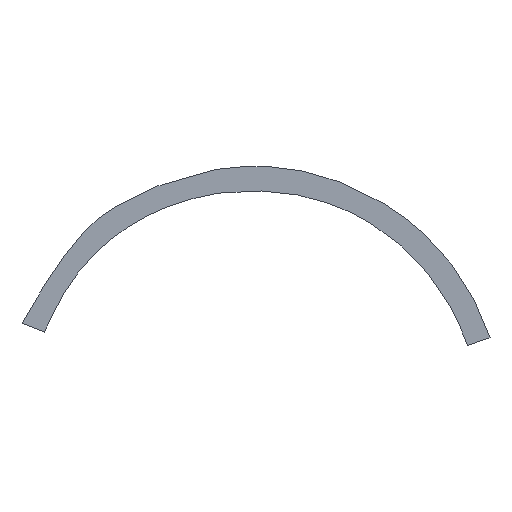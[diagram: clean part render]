
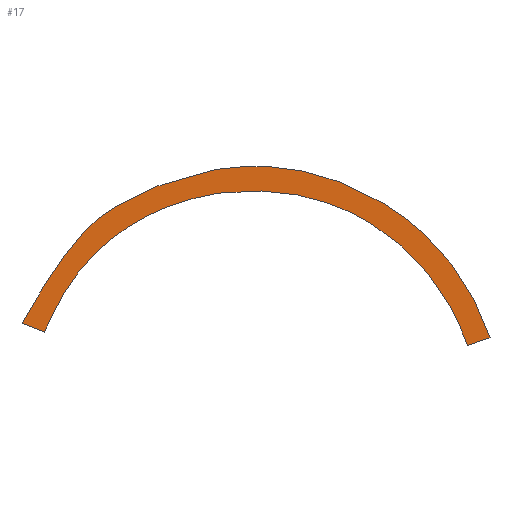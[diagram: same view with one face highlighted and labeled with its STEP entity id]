
A CAD part, top view. The second image highlights one B-rep face of the part: STEP entity #17.
In plain terms, the highlighted planar face has unit normal (0.001, 0.001, -1).
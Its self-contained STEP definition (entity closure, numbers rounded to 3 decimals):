
#17 = ADVANCED_FACE('',(#18),#35,.T.);
#18 = FACE_BOUND('',#19,.F.);
#19 = EDGE_LOOP('',(#20,#49,#71,#93,#109,#131,#153,#177));
#20 = ORIENTED_EDGE('',*,*,#21,.T.);
#21 = EDGE_CURVE('',#22,#24,#26,.T.);
#22 = VERTEX_POINT('',#23);
#23 = CARTESIAN_POINT('',(-9.789,-2.788,
    -0.008));
#24 = VERTEX_POINT('',#25);
#25 = CARTESIAN_POINT('',(-2.464,3.068,
    0.001));
#26 = SURFACE_CURVE('',#27,(#34),.PCURVE_S1.);
#27 = B_SPLINE_CURVE_WITH_KNOTS('',3,(#28,#29,#30,#31,#32,#33),
  .UNSPECIFIED.,.F.,.F.,(4,1,1,4),(0.,0.333,0.667,1.),
  .UNSPECIFIED.);
#28 = CARTESIAN_POINT('',(-9.789,-2.788,
    -0.008));
#29 = CARTESIAN_POINT('',(-9.335,-1.686,
    -0.007));
#30 = CARTESIAN_POINT('',(-8.188,0.216,
    -0.005));
#31 = CARTESIAN_POINT('',(-5.746,2.167,
    -0.002));
#32 = CARTESIAN_POINT('',(-3.638,2.868,
    0.));
#33 = CARTESIAN_POINT('',(-2.464,3.068,
    0.001));
#34 = PCURVE('',#35,#40);
#35 = PLANE('',#36);
#36 = AXIS2_PLACEMENT_3D('',#37,#38,#39);
#37 = CARTESIAN_POINT('',(-11.647,2.669,
    -0.005));
#38 = DIRECTION('',(0.001,0.001,
    -1.));
#39 = DIRECTION('',(0.988,0.157,0.001));
#40 = DEFINITIONAL_REPRESENTATION('',(#41),#48);
#41 = B_SPLINE_CURVE_WITH_KNOTS('',3,(#42,#43,#44,#45,#46,#47),
  .UNSPECIFIED.,.F.,.F.,(4,1,1,4),(0.,0.333,0.667,1.),
  .UNSPECIFIED.);
#42 = CARTESIAN_POINT('',(0.975,5.681));
#43 = CARTESIAN_POINT('',(1.596,4.665));
#44 = CARTESIAN_POINT('',(3.029,2.967));
#45 = CARTESIAN_POINT('',(5.748,1.424));
#46 = CARTESIAN_POINT('',(7.94,1.065));
#47 = CARTESIAN_POINT('',(9.131,1.052));
#48 = ( GEOMETRIC_REPRESENTATION_CONTEXT(2) 
PARAMETRIC_REPRESENTATION_CONTEXT() REPRESENTATION_CONTEXT('2D SPACE',''
  ) );
#49 = ORIENTED_EDGE('',*,*,#50,.T.);
#50 = EDGE_CURVE('',#24,#51,#53,.T.);
#51 = VERTEX_POINT('',#52);
#52 = CARTESIAN_POINT('',(3.975,1.798,
    0.004));
#53 = SURFACE_CURVE('',#54,(#61),.PCURVE_S1.);
#54 = B_SPLINE_CURVE_WITH_KNOTS('',3,(#55,#56,#57,#58,#59,#60),
  .UNSPECIFIED.,.F.,.F.,(4,1,1,4),(0.,0.333,0.667,1.),
  .UNSPECIFIED.);
#55 = CARTESIAN_POINT('',(-2.464,3.068,
    0.001));
#56 = CARTESIAN_POINT('',(-1.647,3.172,
    0.002));
#57 = CARTESIAN_POINT('',(-0.081,3.217,
    0.003));
#58 = CARTESIAN_POINT('',(2.063,2.776,
    0.003));
#59 = CARTESIAN_POINT('',(3.36,2.177,
    0.004));
#60 = CARTESIAN_POINT('',(3.975,1.798,
    0.004));
#61 = PCURVE('',#35,#62);
#62 = DEFINITIONAL_REPRESENTATION('',(#63),#70);
#63 = B_SPLINE_CURVE_WITH_KNOTS('',3,(#64,#65,#66,#67,#68,#69),
  .UNSPECIFIED.,.F.,.F.,(4,1,1,4),(0.,0.333,0.667,1.),
  .UNSPECIFIED.);
#64 = CARTESIAN_POINT('',(9.131,1.052));
#65 = CARTESIAN_POINT('',(9.954,1.077));
#66 = CARTESIAN_POINT('',(11.507,1.279));
#67 = CARTESIAN_POINT('',(13.555,2.053));
#68 = CARTESIAN_POINT('',(14.742,2.849));
#69 = CARTESIAN_POINT('',(15.29,3.32));
#70 = ( GEOMETRIC_REPRESENTATION_CONTEXT(2) 
PARAMETRIC_REPRESENTATION_CONTEXT() REPRESENTATION_CONTEXT('2D SPACE',''
  ) );
#71 = ORIENTED_EDGE('',*,*,#72,.T.);
#72 = EDGE_CURVE('',#51,#73,#75,.T.);
#73 = VERTEX_POINT('',#74);
#74 = CARTESIAN_POINT('',(8.056,-3.344,
    0.002));
#75 = SURFACE_CURVE('',#76,(#83),.PCURVE_S1.);
#76 = B_SPLINE_CURVE_WITH_KNOTS('',3,(#77,#78,#79,#80,#81,#82),
  .UNSPECIFIED.,.F.,.F.,(4,1,1,4),(0.,0.333,0.667,1.),
  .UNSPECIFIED.);
#77 = CARTESIAN_POINT('',(3.975,1.798,
    0.004));
#78 = CARTESIAN_POINT('',(4.61,1.412,
    0.004));
#79 = CARTESIAN_POINT('',(5.758,0.515,
    0.004));
#80 = CARTESIAN_POINT('',(7.119,-1.198,
    0.003));
#81 = CARTESIAN_POINT('',(7.784,-2.588,
    0.002));
#82 = CARTESIAN_POINT('',(8.056,-3.344,
    0.002));
#83 = PCURVE('',#35,#84);
#84 = DEFINITIONAL_REPRESENTATION('',(#85),#92);
#85 = B_SPLINE_CURVE_WITH_KNOTS('',3,(#86,#87,#88,#89,#90,#91),
  .UNSPECIFIED.,.F.,.F.,(4,1,1,4),(0.,0.333,0.667,1.),
  .UNSPECIFIED.);
#86 = CARTESIAN_POINT('',(15.29,3.32));
#87 = CARTESIAN_POINT('',(15.856,3.801));
#88 = CARTESIAN_POINT('',(16.848,4.867));
#89 = CARTESIAN_POINT('',(17.922,6.773));
#90 = CARTESIAN_POINT('',(18.36,8.251));
#91 = CARTESIAN_POINT('',(18.51,9.041));
#92 = ( GEOMETRIC_REPRESENTATION_CONTEXT(2) 
PARAMETRIC_REPRESENTATION_CONTEXT() REPRESENTATION_CONTEXT('2D SPACE',''
  ) );
#93 = ORIENTED_EDGE('',*,*,#94,.T.);
#94 = EDGE_CURVE('',#73,#95,#97,.T.);
#95 = VERTEX_POINT('',#96);
#96 = CARTESIAN_POINT('',(9.004,-3.032,
    0.003));
#97 = SURFACE_CURVE('',#98,(#102),.PCURVE_S1.);
#98 = LINE('',#99,#100);
#99 = CARTESIAN_POINT('',(8.056,-3.344,
    0.002));
#100 = VECTOR('',#101,1.);
#101 = DIRECTION('',(0.95,0.313,0.001));
#102 = PCURVE('',#35,#103);
#103 = DEFINITIONAL_REPRESENTATION('',(#104),#108);
#104 = LINE('',#105,#106);
#105 = CARTESIAN_POINT('',(18.51,9.041));
#106 = VECTOR('',#107,1.);
#107 = DIRECTION('',(0.987,-0.159));
#108 = ( GEOMETRIC_REPRESENTATION_CONTEXT(2) 
PARAMETRIC_REPRESENTATION_CONTEXT() REPRESENTATION_CONTEXT('2D SPACE',''
  ) );
#109 = ORIENTED_EDGE('',*,*,#110,.T.);
#110 = EDGE_CURVE('',#95,#111,#113,.T.);
#111 = VERTEX_POINT('',#112);
#112 = CARTESIAN_POINT('',(4.503,2.646,
    0.005));
#113 = SURFACE_CURVE('',#114,(#121),.PCURVE_S1.);
#114 = B_SPLINE_CURVE_WITH_KNOTS('',3,(#115,#116,#117,#118,#119,#120),
  .UNSPECIFIED.,.F.,.F.,(4,1,1,4),(0.,0.333,0.667,1.),
  .UNSPECIFIED.);
#115 = CARTESIAN_POINT('',(9.004,-3.032,
    0.003));
#116 = CARTESIAN_POINT('',(8.736,-2.218,
    0.003));
#117 = CARTESIAN_POINT('',(8.045,-0.711,
    0.004));
#118 = CARTESIAN_POINT('',(6.544,1.182,
    0.005));
#119 = CARTESIAN_POINT('',(5.235,2.199,
    0.005));
#120 = CARTESIAN_POINT('',(4.503,2.646,
    0.005));
#121 = PCURVE('',#35,#122);
#122 = DEFINITIONAL_REPRESENTATION('',(#123),#130);
#123 = B_SPLINE_CURVE_WITH_KNOTS('',3,(#124,#125,#126,#127,#128,#129),
  .UNSPECIFIED.,.F.,.F.,(4,1,1,4),(0.,0.333,0.667,1.),
  .UNSPECIFIED.);
#124 = CARTESIAN_POINT('',(19.495,8.882));
#125 = CARTESIAN_POINT('',(19.359,8.035));
#126 = CARTESIAN_POINT('',(18.914,6.438));
#127 = CARTESIAN_POINT('',(17.73,4.332));
#128 = CARTESIAN_POINT('',(16.597,3.122));
#129 = CARTESIAN_POINT('',(15.944,2.565));
#130 = ( GEOMETRIC_REPRESENTATION_CONTEXT(2) 
PARAMETRIC_REPRESENTATION_CONTEXT() REPRESENTATION_CONTEXT('2D SPACE',''
  ) );
#131 = ORIENTED_EDGE('',*,*,#132,.T.);
#132 = EDGE_CURVE('',#111,#133,#135,.T.);
#133 = VERTEX_POINT('',#134);
#134 = CARTESIAN_POINT('',(-2.567,4.069,
    0.002));
#135 = SURFACE_CURVE('',#136,(#143),.PCURVE_S1.);
#136 = B_SPLINE_CURVE_WITH_KNOTS('',3,(#137,#138,#139,#140,#141,#142),
  .UNSPECIFIED.,.F.,.F.,(4,1,1,4),(0.,0.333,0.667,1.),
  .UNSPECIFIED.);
#137 = CARTESIAN_POINT('',(4.503,2.646,
    0.005));
#138 = CARTESIAN_POINT('',(3.657,3.135,
    0.005));
#139 = CARTESIAN_POINT('',(2.008,3.89,
    0.004));
#140 = CARTESIAN_POINT('',(-0.238,4.251,
    0.003));
#141 = CARTESIAN_POINT('',(-1.793,4.192,
    0.002));
#142 = CARTESIAN_POINT('',(-2.567,4.069,
    0.002));
#143 = PCURVE('',#35,#144);
#144 = DEFINITIONAL_REPRESENTATION('',(#145),#152);
#145 = B_SPLINE_CURVE_WITH_KNOTS('',3,(#146,#147,#148,#149,#150,#151),
  .UNSPECIFIED.,.F.,.F.,(4,1,1,4),(0.,0.333,0.667,1.),
  .UNSPECIFIED.);
#146 = CARTESIAN_POINT('',(15.944,2.565));
#147 = CARTESIAN_POINT('',(15.186,1.95));
#148 = CARTESIAN_POINT('',(13.676,0.944));
#149 = CARTESIAN_POINT('',(11.516,0.234));
#150 = CARTESIAN_POINT('',(9.971,0.048));
#151 = CARTESIAN_POINT('',(9.186,0.047));
#152 = ( GEOMETRIC_REPRESENTATION_CONTEXT(2) 
PARAMETRIC_REPRESENTATION_CONTEXT() REPRESENTATION_CONTEXT('2D SPACE',''
  ) );
#153 = ORIENTED_EDGE('',*,*,#154,.T.);
#154 = EDGE_CURVE('',#133,#155,#157,.T.);
#155 = VERTEX_POINT('',#156);
#156 = CARTESIAN_POINT('',(-10.718,-2.416,
    -0.008));
#157 = SURFACE_CURVE('',#158,(#166),.PCURVE_S1.);
#158 = B_SPLINE_CURVE_WITH_KNOTS('',3,(#159,#160,#161,#162,#163,#164,
    #165),.UNSPECIFIED.,.F.,.F.,(4,1,1,1,4),(0.,0.25,0.5,0.75,1.),
  .QUASI_UNIFORM_KNOTS.);
#159 = CARTESIAN_POINT('',(-2.567,4.069,
    0.002));
#160 = CARTESIAN_POINT('',(-3.449,3.864,
    0.001));
#161 = CARTESIAN_POINT('',(-5.029,3.427,
    0.));
#162 = CARTESIAN_POINT('',(-5.941,2.92,
    -0.001));
#163 = CARTESIAN_POINT('',(-8.106,1.876,
    -0.003));
#164 = CARTESIAN_POINT('',(-9.776,-0.751,
    -0.006));
#165 = CARTESIAN_POINT('',(-10.718,-2.416,
    -0.008));
#166 = PCURVE('',#35,#167);
#167 = DEFINITIONAL_REPRESENTATION('',(#168),#176);
#168 = B_SPLINE_CURVE_WITH_KNOTS('',3,(#169,#170,#171,#172,#173,#174,
    #175),.UNSPECIFIED.,.F.,.F.,(4,1,1,1,4),(0.,0.25,0.5,0.75,1.),
  .QUASI_UNIFORM_KNOTS.);
#169 = CARTESIAN_POINT('',(9.186,0.047));
#170 = CARTESIAN_POINT('',(8.283,0.111));
#171 = CARTESIAN_POINT('',(6.655,0.293));
#172 = CARTESIAN_POINT('',(5.674,0.65));
#173 = CARTESIAN_POINT('',(3.372,1.341));
#174 = CARTESIAN_POINT('',(1.309,3.672));
#175 = CARTESIAN_POINT('',(0.116,5.168));
#176 = ( GEOMETRIC_REPRESENTATION_CONTEXT(2) 
PARAMETRIC_REPRESENTATION_CONTEXT() REPRESENTATION_CONTEXT('2D SPACE',''
  ) );
#177 = ORIENTED_EDGE('',*,*,#178,.T.);
#178 = EDGE_CURVE('',#155,#22,#179,.T.);
#179 = SURFACE_CURVE('',#180,(#184),.PCURVE_S1.);
#180 = LINE('',#181,#182);
#181 = CARTESIAN_POINT('',(-10.718,-2.416,
    -0.008));
#182 = VECTOR('',#183,1.);
#183 = DIRECTION('',(0.929,-0.371,0.)
  );
#184 = PCURVE('',#35,#185);
#185 = DEFINITIONAL_REPRESENTATION('',(#186),#190);
#186 = LINE('',#187,#188);
#187 = CARTESIAN_POINT('',(0.116,5.168));
#188 = VECTOR('',#189,1.);
#189 = DIRECTION('',(0.859,0.513));
#190 = ( GEOMETRIC_REPRESENTATION_CONTEXT(2) 
PARAMETRIC_REPRESENTATION_CONTEXT() REPRESENTATION_CONTEXT('2D SPACE',''
  ) );
